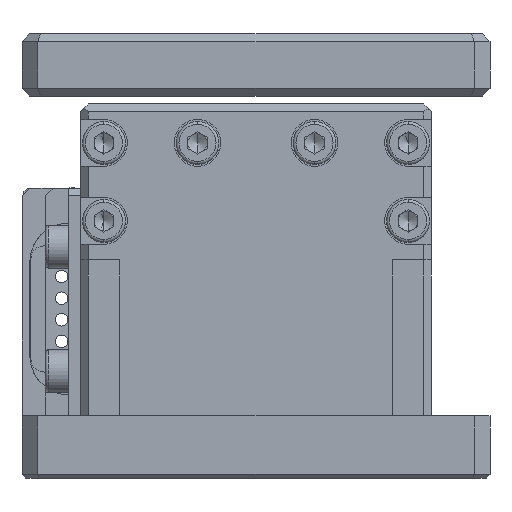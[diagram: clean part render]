
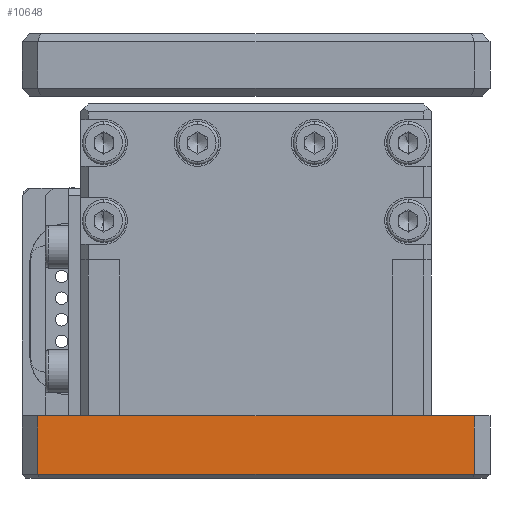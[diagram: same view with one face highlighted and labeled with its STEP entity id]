
A CAD part, left-side view. The second image highlights one B-rep face of the part: STEP entity #10648.
In plain terms, the highlighted planar face has unit normal (-1, 0, 0).
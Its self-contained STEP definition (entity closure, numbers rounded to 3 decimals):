
#637 = CARTESIAN_POINT ( 'NONE',  ( -30., -28., 0.5 ) ) ;
#1435 = VECTOR ( 'NONE', #10154, 1000. ) ;
#2515 = EDGE_CURVE ( 'NONE', #52621, #50147, #40546, .T. ) ;
#3313 = CARTESIAN_POINT ( 'NONE',  ( -30., -28., 8. ) ) ;
#4142 = DIRECTION ( 'NONE',  ( 0., 0., 1. ) ) ;
#7333 = VECTOR ( 'NONE', #56494, 1000. ) ;
#9391 = AXIS2_PLACEMENT_3D ( 'NONE', #20005, #10155, #38440 ) ;
#10154 = DIRECTION ( 'NONE',  ( 0., -1., 0. ) ) ;
#10155 = DIRECTION ( 'NONE',  ( 1., 0., 0. ) ) ;
#10648 = ADVANCED_FACE ( 'NONE', ( #24218 ), #33372, .F. ) ;
#14528 = EDGE_CURVE ( 'NONE', #44330, #36632, #23921, .T. ) ;
#15306 = CARTESIAN_POINT ( 'NONE',  ( -30., 28., 8. ) ) ;
#15617 = ORIENTED_EDGE ( 'NONE', *, *, #61163, .F. ) ;
#17923 = ORIENTED_EDGE ( 'NONE', *, *, #14528, .T. ) ;
#20005 = CARTESIAN_POINT ( 'NONE',  ( -30., 30., 8. ) ) ;
#23679 = CARTESIAN_POINT ( 'NONE',  ( -30., 28., 0.5 ) ) ;
#23921 = LINE ( 'NONE', #43813, #56120 ) ;
#24218 = FACE_OUTER_BOUND ( 'NONE', #60267, .T. ) ;
#25618 = VECTOR ( 'NONE', #4142, 1000. ) ;
#30516 = LINE ( 'NONE', #51066, #7333 ) ;
#33372 = PLANE ( 'NONE',  #9391 ) ;
#33996 = CARTESIAN_POINT ( 'NONE',  ( -30., 30., 0.5 ) ) ;
#36632 = VERTEX_POINT ( 'NONE', #23679 ) ;
#38440 = DIRECTION ( 'NONE',  ( 0., 1., 0. ) ) ;
#40546 = LINE ( 'NONE', #57522, #25618 ) ;
#43813 = CARTESIAN_POINT ( 'NONE',  ( -30., 28., 8. ) ) ;
#44330 = VERTEX_POINT ( 'NONE', #15306 ) ;
#49498 = EDGE_CURVE ( 'NONE', #36632, #52621, #54568, .T. ) ;
#50147 = VERTEX_POINT ( 'NONE', #3313 ) ;
#51066 = CARTESIAN_POINT ( 'NONE',  ( -30., 30., 8. ) ) ;
#52621 = VERTEX_POINT ( 'NONE', #637 ) ;
#53364 = ORIENTED_EDGE ( 'NONE', *, *, #49498, .T. ) ;
#53479 = DIRECTION ( 'NONE',  ( 0., 0., -1. ) ) ;
#54568 = LINE ( 'NONE', #33996, #1435 ) ;
#56120 = VECTOR ( 'NONE', #53479, 1000. ) ;
#56494 = DIRECTION ( 'NONE',  ( 0., -1., 0. ) ) ;
#57522 = CARTESIAN_POINT ( 'NONE',  ( -30., -28., 8. ) ) ;
#58810 = ORIENTED_EDGE ( 'NONE', *, *, #2515, .T. ) ;
#60267 = EDGE_LOOP ( 'NONE', ( #17923, #53364, #58810, #15617 ) ) ;
#61163 = EDGE_CURVE ( 'NONE', #44330, #50147, #30516, .T. ) ;
